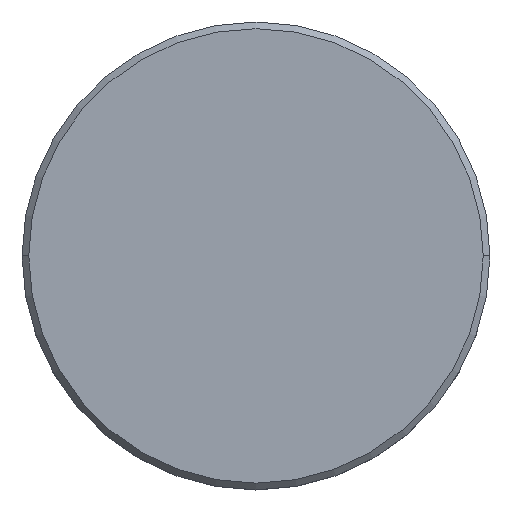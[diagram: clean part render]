
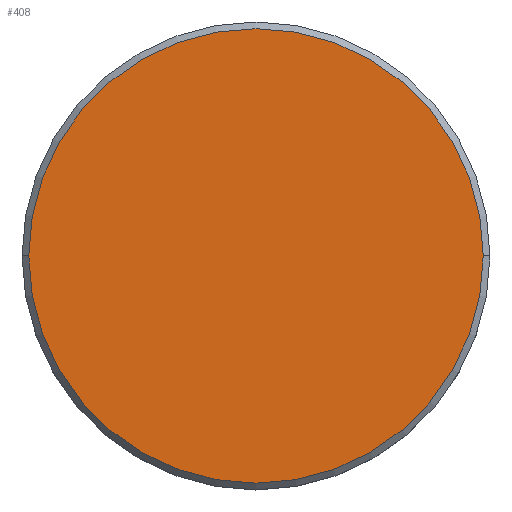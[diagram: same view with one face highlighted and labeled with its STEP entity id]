
A CAD part, top view. The second image highlights one B-rep face of the part: STEP entity #408.
In plain terms, the highlighted planar face has unit normal (0, 0, 1).
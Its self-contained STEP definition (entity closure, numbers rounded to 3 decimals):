
#10 = DIRECTION ( 'NONE',  ( 1., 0., 0. ) ) ;
#52 = CARTESIAN_POINT ( 'NONE',  ( -17., 0., 0. ) ) ;
#78 = EDGE_CURVE ( 'NONE', #955, #290, #532, .T. ) ;
#149 = CIRCLE ( 'NONE', #372, 17. ) ;
#155 = DIRECTION ( 'NONE',  ( 1., 0., 0. ) ) ;
#160 = CARTESIAN_POINT ( 'NONE',  ( 0., 0., 0. ) ) ;
#210 = DIRECTION ( 'NONE',  ( 1., 0., 0. ) ) ;
#290 = VERTEX_POINT ( 'NONE', #1047 ) ;
#372 = AXIS2_PLACEMENT_3D ( 'NONE', #978, #1154, #155 ) ;
#401 = CARTESIAN_POINT ( 'NONE',  ( 0., 0., 0. ) ) ;
#408 = ADVANCED_FACE ( 'NONE', ( #1032 ), #1037, .T. ) ;
#521 = EDGE_LOOP ( 'NONE', ( #951, #1009 ) ) ;
#525 = DIRECTION ( 'NONE',  ( 0., 0., 1. ) ) ;
#532 = CIRCLE ( 'NONE', #1157, 17. ) ;
#554 = EDGE_CURVE ( 'NONE', #290, #955, #149, .T. ) ;
#668 = DIRECTION ( 'NONE',  ( 0., 0., 1. ) ) ;
#797 = AXIS2_PLACEMENT_3D ( 'NONE', #401, #668, #10 ) ;
#951 = ORIENTED_EDGE ( 'NONE', *, *, #78, .T. ) ;
#955 = VERTEX_POINT ( 'NONE', #52 ) ;
#978 = CARTESIAN_POINT ( 'NONE',  ( 0., 0., 0. ) ) ;
#1009 = ORIENTED_EDGE ( 'NONE', *, *, #554, .T. ) ;
#1032 = FACE_OUTER_BOUND ( 'NONE', #521, .T. ) ;
#1037 = PLANE ( 'NONE',  #797 ) ;
#1047 = CARTESIAN_POINT ( 'NONE',  ( 17., 0., 0. ) ) ;
#1154 = DIRECTION ( 'NONE',  ( 0., 0., 1. ) ) ;
#1157 = AXIS2_PLACEMENT_3D ( 'NONE', #160, #525, #210 ) ;
